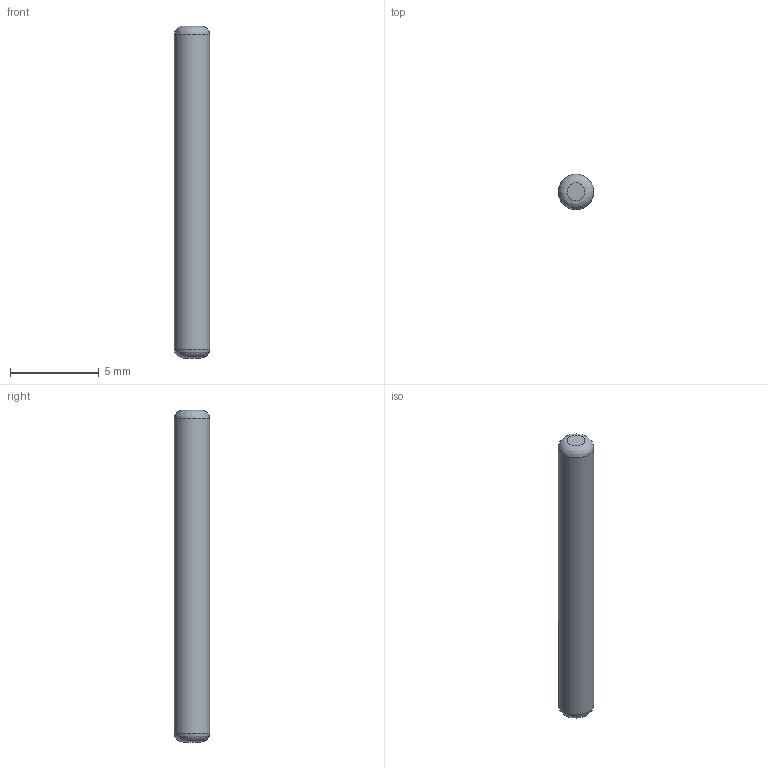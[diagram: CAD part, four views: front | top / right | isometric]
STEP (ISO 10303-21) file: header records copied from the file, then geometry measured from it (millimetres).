
FILE_DESCRIPTION(/* description */ (''),/* implementation_level */ '2;1');
FILE_NAME(/* name */ '276-3526-001 Rev 1_MIR1_MIR.ipt.step',/* time_stamp */ '2020-04-16T23:29:13-04:00',/* author */ ('Josef'),/* organization */ (''),/* preprocessor_version */ 'ST-DEVELOPER v17',/* originating_system */ 'Autodesk Inventor 2019',/* authorisation */ '');
FILE_SCHEMA (('AUTOMOTIVE_DESIGN { 1 0 10303 214 3 1 1 }'));
Length unit declared in the file: millimetre
Products named in the file (1): 276-3526-001 Rev 1_MIR1_MIR
Bounding box: 2 x 2 x 18.75 mm (x, y, z)
Volume: 58.3 mm3; surface area: 121.2 mm2
Topology: 1 solids, 1 shells, 5 faces, 11 edges, 8 vertices
Faces by surface type: bspline 2, plane 2, cylinder 1
Full cylindrical faces by diameter (mm): 2 x1
Entity records: 234 total; most frequent: CARTESIAN_POINT 77, DIRECTION 29, ORIENTED_EDGE 22, AXIS2_PLACEMENT_3D 14, EDGE_CURVE 11, CIRCLE 10, VERTEX_POINT 8, FACE_OUTER_BOUND 5
